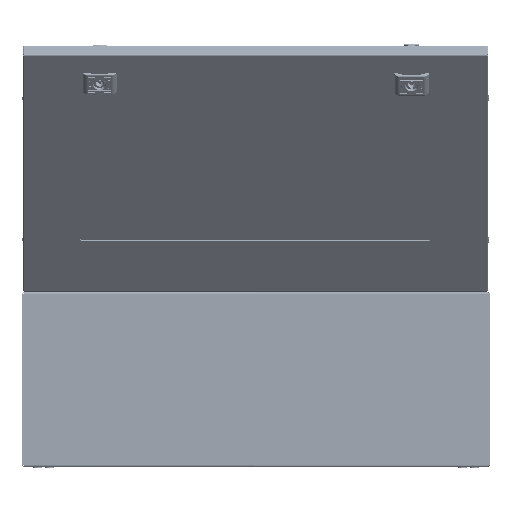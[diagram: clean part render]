
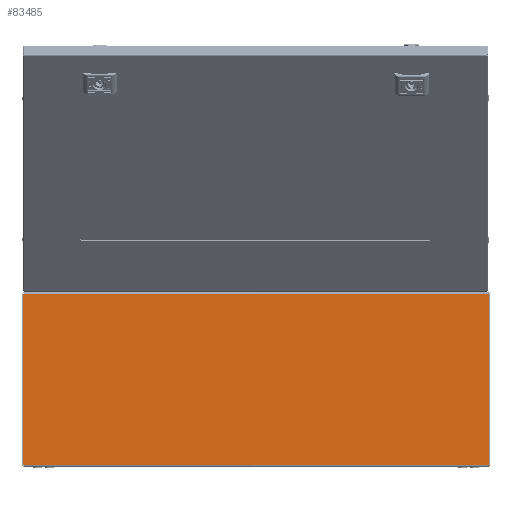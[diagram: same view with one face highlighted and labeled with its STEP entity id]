
A CAD part, front view. The second image highlights one B-rep face of the part: STEP entity #83485.
In plain terms, the highlighted planar face has unit normal (0, -1, 0).
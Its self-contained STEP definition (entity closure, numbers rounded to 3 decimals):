
#16317 = EDGE_CURVE ( 'NONE', #151171, #151183, #152826, .T. ) ;
#16322 = EDGE_CURVE ( 'NONE', #151175, #151185, #152836, .T. ) ;
#16324 = EDGE_CURVE ( 'NONE', #151183, #151185, #152839, .T. ) ;
#16327 = EDGE_CURVE ( 'NONE', #151171, #151175, #152844, .T. ) ;
#45341 = DIRECTION ( 'NONE',  ( 0., 1., 0. ) ) ;
#45343 = CARTESIAN_POINT ( 'NONE',  ( -298.5, -200., 222. ) ) ;
#45345 = FACE_OUTER_BOUND ( 'NONE', #145884, .T. ) ;
#45346 = PLANE ( 'NONE',  #105442 ) ;
#45348 = DIRECTION ( 'NONE',  ( 0., 0., 1. ) ) ;
#69999 = CARTESIAN_POINT ( 'NONE',  ( 298.4, -200., 1.5 ) ) ;
#70007 = CARTESIAN_POINT ( 'NONE',  ( 298.4, -200., 220.5 ) ) ;
#70023 = CARTESIAN_POINT ( 'NONE',  ( -298.4, -200., 1.5 ) ) ;
#70027 = CARTESIAN_POINT ( 'NONE',  ( -298.4, -200., 220.5 ) ) ;
#83485 = ADVANCED_FACE ( 'NONE', ( #45345 ), #45346, .F. ) ;
#105442 = AXIS2_PLACEMENT_3D ( 'NONE', #45343, #45341, #45348 ) ;
#126756 = ORIENTED_EDGE ( 'NONE', *, *, #16322, .T. ) ;
#126758 = ORIENTED_EDGE ( 'NONE', *, *, #16324, .F. ) ;
#126760 = ORIENTED_EDGE ( 'NONE', *, *, #16317, .F. ) ;
#126763 = ORIENTED_EDGE ( 'NONE', *, *, #16327, .T. ) ;
#132023 = VECTOR ( 'NONE', #152848, 1000. ) ;
#132037 = VECTOR ( 'NONE', #152837, 1000. ) ;
#132045 = VECTOR ( 'NONE', #152843, 1000. ) ;
#132049 = VECTOR ( 'NONE', #152846, 1000. ) ;
#145884 = EDGE_LOOP ( 'NONE', ( #126756, #126758, #126760, #126763 ) ) ;
#151171 = VERTEX_POINT ( 'NONE', #69999 ) ;
#151175 = VERTEX_POINT ( 'NONE', #70007 ) ;
#151183 = VERTEX_POINT ( 'NONE', #70023 ) ;
#151185 = VERTEX_POINT ( 'NONE', #70027 ) ;
#152826 = LINE ( 'NONE', #152835, #132037 ) ;
#152835 = CARTESIAN_POINT ( 'NONE',  ( -298.5, -200., 1.5 ) ) ;
#152836 = LINE ( 'NONE', #152841, #132045 ) ;
#152837 = DIRECTION ( 'NONE',  ( -1., 0., 0. ) ) ;
#152838 = CARTESIAN_POINT ( 'NONE',  ( -298.4, -200., 1.5 ) ) ;
#152839 = LINE ( 'NONE', #152838, #132049 ) ;
#152841 = CARTESIAN_POINT ( 'NONE',  ( 297.793, -200., 220.5 ) ) ;
#152842 = CARTESIAN_POINT ( 'NONE',  ( 298.4, -200., 1.5 ) ) ;
#152843 = DIRECTION ( 'NONE',  ( -1., 0., 0. ) ) ;
#152844 = LINE ( 'NONE', #152842, #132023 ) ;
#152846 = DIRECTION ( 'NONE',  ( 0., 0., 1. ) ) ;
#152848 = DIRECTION ( 'NONE',  ( 0., 0., 1. ) ) ;
